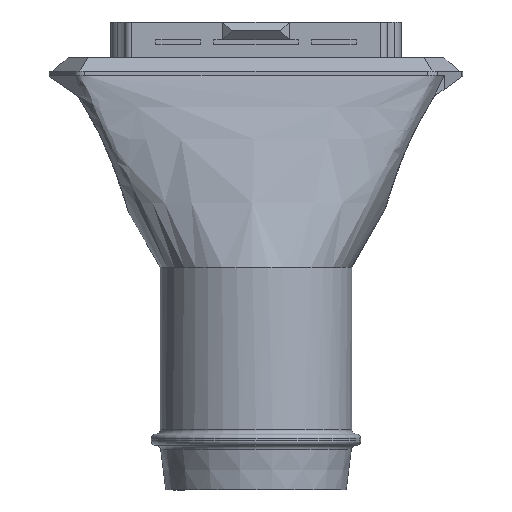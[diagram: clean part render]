
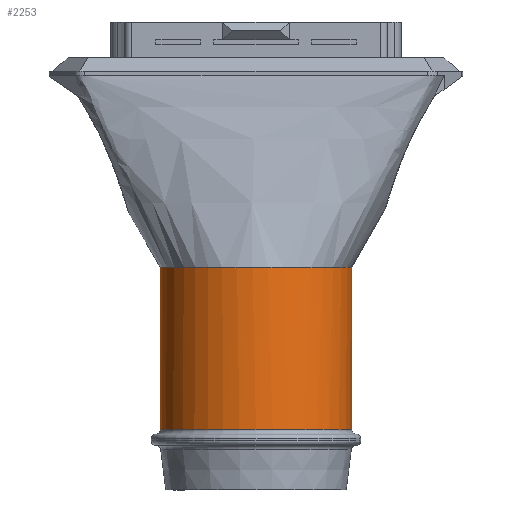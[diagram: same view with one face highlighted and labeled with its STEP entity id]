
A CAD part, front view. The second image highlights one B-rep face of the part: STEP entity #2253.
In plain terms, the highlighted cylindrical face has radius 8.6 mm (diameter 17.2 mm), a full revolution.
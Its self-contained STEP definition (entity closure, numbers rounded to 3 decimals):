
#224=FACE_OUTER_BOUND('',#355,.T.);
#355=EDGE_LOOP('',(#1749,#1750,#1751,#1752,#1753,#1754,#1755));
#527=LINE('',#7577,#732);
#732=VECTOR('',#2809,8.6);
#890=CIRCLE('',#2411,8.6);
#891=CIRCLE('',#2412,8.6);
#892=CIRCLE('',#2413,8.6);
#896=CIRCLE('',#2430,8.6);
#899=CIRCLE('',#2433,8.6);
#1040=VERTEX_POINT('',#7423);
#1041=VERTEX_POINT('',#7425);
#1042=VERTEX_POINT('',#7427);
#1055=VERTEX_POINT('',#7569);
#1056=VERTEX_POINT('',#7570);
#1292=EDGE_CURVE('',#1040,#1041,#890,.T.);
#1293=EDGE_CURVE('',#1041,#1042,#891,.T.);
#1294=EDGE_CURVE('',#1042,#1040,#892,.T.);
#1318=EDGE_CURVE('',#1055,#1056,#896,.T.);
#1321=EDGE_CURVE('',#1056,#1055,#899,.T.);
#1322=EDGE_CURVE('',#1055,#1040,#527,.T.);
#1749=ORIENTED_EDGE('',*,*,#1318,.F.);
#1750=ORIENTED_EDGE('',*,*,#1322,.T.);
#1751=ORIENTED_EDGE('',*,*,#1294,.F.);
#1752=ORIENTED_EDGE('',*,*,#1293,.F.);
#1753=ORIENTED_EDGE('',*,*,#1292,.F.);
#1754=ORIENTED_EDGE('',*,*,#1322,.F.);
#1755=ORIENTED_EDGE('',*,*,#1321,.F.);
#2181=CYLINDRICAL_SURFACE('',#2434,8.6);
#2253=ADVANCED_FACE('',(#224),#2181,.T.);
#2411=AXIS2_PLACEMENT_3D('',#7426,#2750,#2751);
#2412=AXIS2_PLACEMENT_3D('',#7428,#2752,#2753);
#2413=AXIS2_PLACEMENT_3D('',#7429,#2754,#2755);
#2430=AXIS2_PLACEMENT_3D('',#7571,#2799,#2800);
#2433=AXIS2_PLACEMENT_3D('',#7575,#2805,#2806);
#2434=AXIS2_PLACEMENT_3D('',#7576,#2807,#2808);
#2750=DIRECTION('center_axis',(0.,0.,
1.));
#2751=DIRECTION('ref_axis',(-1.,0.,0.));
#2752=DIRECTION('center_axis',(0.,0.,
1.));
#2753=DIRECTION('ref_axis',(-1.,0.,0.));
#2754=DIRECTION('center_axis',(0.,0.,
1.));
#2755=DIRECTION('ref_axis',(-1.,0.,0.));
#2799=DIRECTION('center_axis',(0.,0.,
-1.));
#2800=DIRECTION('ref_axis',(1.,0.,0.));
#2805=DIRECTION('center_axis',(0.,0.,
-1.));
#2806=DIRECTION('ref_axis',(1.,0.,0.));
#2807=DIRECTION('center_axis',(0.,0.,-1.));
#2808=DIRECTION('ref_axis',(-1.,0.,0.));
#2809=DIRECTION('',(0.,0.,1.));
#7423=CARTESIAN_POINT('',(53.111,-179.726,20.));
#7425=CARTESIAN_POINT('',(39.076,-186.391,20.));
#7426=CARTESIAN_POINT('Origin',(44.511,-179.726,20.));
#7427=CARTESIAN_POINT('',(49.443,-186.771,20.));
#7428=CARTESIAN_POINT('Origin',(44.511,-179.726,20.));
#7429=CARTESIAN_POINT('Origin',(44.511,-179.726,20.));
#7569=CARTESIAN_POINT('',(53.111,-179.726,5.4));
#7570=CARTESIAN_POINT('',(44.511,-171.126,5.4));
#7571=CARTESIAN_POINT('Origin',(44.511,-179.726,5.4));
#7575=CARTESIAN_POINT('Origin',(44.511,-179.726,5.4));
#7576=CARTESIAN_POINT('Origin',(44.511,-179.726,20.));
#7577=CARTESIAN_POINT('',(53.111,-179.726,20.));
